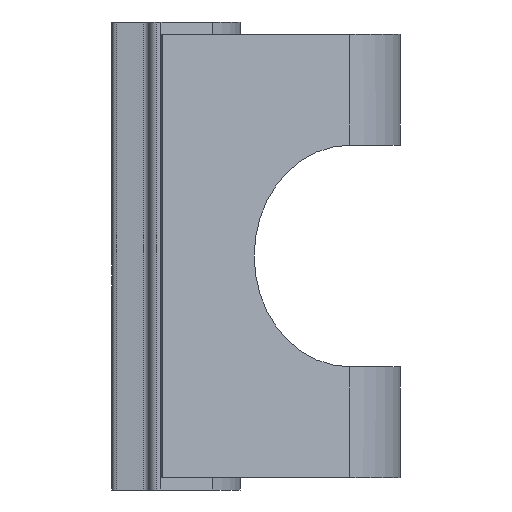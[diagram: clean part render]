
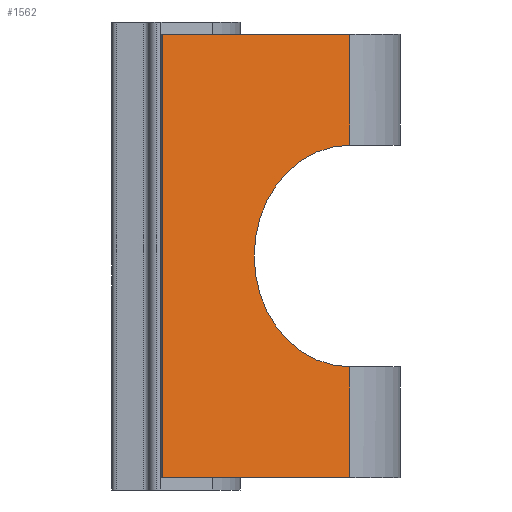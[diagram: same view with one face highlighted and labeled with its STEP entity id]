
A CAD part, left-side view. The second image highlights one B-rep face of the part: STEP entity #1562.
In plain terms, the highlighted planar face has unit normal (-0.866, -0.5, 0).
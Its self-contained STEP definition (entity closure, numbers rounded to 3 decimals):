
#153 = LINE ( 'NONE', #1092, #312 ) ;
#154 = LINE ( 'NONE', #1094, #267 ) ;
#155 = LINE ( 'NONE', #1096, #352 ) ;
#156 = LINE ( 'NONE', #1098, #356 ) ;
#210 = FACE_OUTER_BOUND ( 'NONE', #502, .T. ) ;
#246 = LINE ( 'NONE', #1376, #688 ) ;
#264 = CARTESIAN_POINT ( 'NONE',  ( -7.019, -2.04, 9. ) ) ;
#267 = VECTOR ( 'NONE', #1095, 1000. ) ;
#312 = VECTOR ( 'NONE', #1093, 1000. ) ;
#352 = VECTOR ( 'NONE', #1097, 1000. ) ;
#356 = VECTOR ( 'NONE', #1099, 1000. ) ;
#361 = CIRCLE ( 'NONE', #368, 4.5 ) ;
#368 = AXIS2_PLACEMENT_3D ( 'NONE', #997, #998, #999 ) ;
#440 = ORIENTED_EDGE ( 'NONE', *, *, #1508, .F. ) ;
#446 = ORIENTED_EDGE ( 'NONE', *, *, #1480, .F. ) ;
#461 = ORIENTED_EDGE ( 'NONE', *, *, #1507, .F. ) ;
#492 = VERTEX_POINT ( 'NONE', #753 ) ;
#502 = EDGE_LOOP ( 'NONE', ( #461, #446, #440, #616, #618, #595 ) ) ;
#522 = VERTEX_POINT ( 'NONE', #264 ) ;
#578 = VERTEX_POINT ( 'NONE', #787 ) ;
#595 = ORIENTED_EDGE ( 'NONE', *, *, #1505, .T. ) ;
#605 = VERTEX_POINT ( 'NONE', #801 ) ;
#616 = ORIENTED_EDGE ( 'NONE', *, *, #1506, .F. ) ;
#618 = ORIENTED_EDGE ( 'NONE', *, *, #1599, .T. ) ;
#626 = VERTEX_POINT ( 'NONE', #811 ) ;
#640 = VERTEX_POINT ( 'NONE', #815 ) ;
#646 = AXIS2_PLACEMENT_3D ( 'NONE', #1274, #1275, #1276 ) ;
#688 = VECTOR ( 'NONE', #1377, 1000. ) ;
#753 = CARTESIAN_POINT ( 'NONE',  ( -2.625, -9.65, 4.5 ) ) ;
#787 = CARTESIAN_POINT ( 'NONE',  ( -2.625, -9.65, -9. ) ) ;
#801 = CARTESIAN_POINT ( 'NONE',  ( -2.625, -9.65, -4.5 ) ) ;
#811 = CARTESIAN_POINT ( 'NONE',  ( -2.625, -9.65, 9. ) ) ;
#815 = CARTESIAN_POINT ( 'NONE',  ( -7.019, -2.04, -9. ) ) ;
#997 = CARTESIAN_POINT ( 'NONE',  ( -2.614, -9.67, 0. ) ) ;
#998 = DIRECTION ( 'NONE',  ( -0.866, -0.5, 0. ) ) ;
#999 = DIRECTION ( 'NONE',  ( 0.5, -0.866, 0. ) ) ;
#1092 = CARTESIAN_POINT ( 'NONE',  ( -7.019, -2.04, -9. ) ) ;
#1093 = DIRECTION ( 'NONE',  ( 0.5, -0.866, 0. ) ) ;
#1094 = CARTESIAN_POINT ( 'NONE',  ( -7.019, -2.04, 9. ) ) ;
#1095 = DIRECTION ( 'NONE',  ( 0.5, -0.866, 0. ) ) ;
#1096 = CARTESIAN_POINT ( 'NONE',  ( -2.625, -9.65, 9. ) ) ;
#1097 = DIRECTION ( 'NONE',  ( 0., 0., -1. ) ) ;
#1098 = CARTESIAN_POINT ( 'NONE',  ( -2.625, -9.65, 9. ) ) ;
#1099 = DIRECTION ( 'NONE',  ( 0., 0., -1. ) ) ;
#1273 = PLANE ( 'NONE',  #646 ) ;
#1274 = CARTESIAN_POINT ( 'NONE',  ( -7.019, -2.04, 9. ) ) ;
#1275 = DIRECTION ( 'NONE',  ( 0.866, 0.5, 0. ) ) ;
#1276 = DIRECTION ( 'NONE',  ( -0.5, 0.866, 0. ) ) ;
#1376 = CARTESIAN_POINT ( 'NONE',  ( -7.019, -2.04, 9. ) ) ;
#1377 = DIRECTION ( 'NONE',  ( 0., 0., -1. ) ) ;
#1480 = EDGE_CURVE ( 'NONE', #492, #605, #361, .T. ) ;
#1505 = EDGE_CURVE ( 'NONE', #640, #578, #153, .T. ) ;
#1506 = EDGE_CURVE ( 'NONE', #522, #626, #154, .T. ) ;
#1507 = EDGE_CURVE ( 'NONE', #605, #578, #155, .T. ) ;
#1508 = EDGE_CURVE ( 'NONE', #626, #492, #156, .T. ) ;
#1562 = ADVANCED_FACE ( 'NONE', ( #210 ), #1273, .F. ) ;
#1599 = EDGE_CURVE ( 'NONE', #522, #640, #246, .T. ) ;
